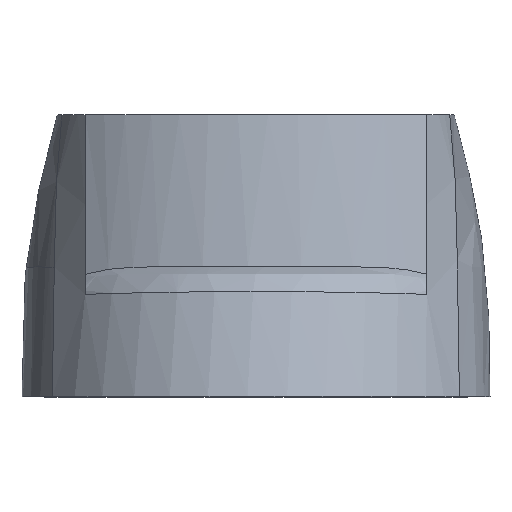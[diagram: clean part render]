
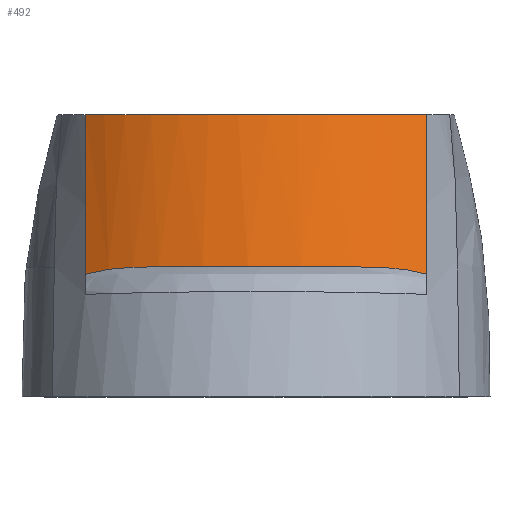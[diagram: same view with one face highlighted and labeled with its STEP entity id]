
A CAD part, top view. The second image highlights one B-rep face of the part: STEP entity #492.
In plain terms, the highlighted free-form (B-spline) face has degree [3, 1] with [10, 3] control points.
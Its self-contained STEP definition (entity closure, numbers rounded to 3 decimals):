
#84 = CARTESIAN_POINT ( 'NONE',  ( -5., 8.8, 2.042 ) ) ;
#93 = CARTESIAN_POINT ( 'NONE',  ( -2.845, 8.8, 3.097 ) ) ;
#130 = B_SPLINE_CURVE_WITH_KNOTS ( 'NONE', 3,
 ( #1074, #1035, #398, #1586, #562, #1758, #732, #1932 ),
 .UNSPECIFIED., .F., .F.,
 ( 4, 2, 2, 4 ),
 ( 0., 0.001, 0.001, 0.002 ),
 .UNSPECIFIED. ) ;
#167 = CARTESIAN_POINT ( 'NONE',  ( 0.921, 13.25, 2.882 ) ) ;
#235 = CARTESIAN_POINT ( 'NONE',  ( -2.845, 8.8, 3.097 ) ) ;
#332 = CARTESIAN_POINT ( 'NONE',  ( -1.841, 13.25, 2.729 ) ) ;
#341 = ORIENTED_EDGE ( 'NONE', *, *, #583, .F. ) ;
#390 = FACE_OUTER_BOUND ( 'NONE', #944, .T. ) ;
#392 = ORIENTED_EDGE ( 'NONE', *, *, #942, .T. ) ;
#398 = CARTESIAN_POINT ( 'NONE',  ( -4.663, 8.672, 2.281 ) ) ;
#409 = B_SPLINE_CURVE_WITH_KNOTS ( 'NONE', 3,
 ( #1611, #1622, #1798, #1666, #1675, #1683, #1689, #1697 ),
 .UNSPECIFIED., .F., .F.,
 ( 4, 2, 2, 4 ),
 ( 0., 0.001, 0.002, 0.002 ),
 .UNSPECIFIED. ) ;
#468 = VERTEX_POINT ( 'NONE', #890 ) ;
#492 = ADVANCED_FACE ( 'NONE', ( #390 ), #1755, .F. ) ;
#498 = CARTESIAN_POINT ( 'NONE',  ( -4.325, 13.25, 1.75 ) ) ;
#536 = CARTESIAN_POINT ( 'NONE',  ( 5., 8.8, 2.042 ) ) ;
#562 = CARTESIAN_POINT ( 'NONE',  ( -4.14, 8.748, 2.561 ) ) ;
#583 = EDGE_CURVE ( 'NONE', #2067, #2156, #1737, .T. ) ;
#607 = CARTESIAN_POINT ( 'NONE',  ( -5., 8.584, 2.08 ) ) ;
#652 = DIRECTION ( 'NONE',  ( 0., 0.985, -0.173 ) ) ;
#659 = EDGE_CURVE ( 'NONE', #721, #468, #1194, .T. ) ;
#668 = CARTESIAN_POINT ( 'NONE',  ( -1.915, 8.8, 3.366 ) ) ;
#699 = CARTESIAN_POINT ( 'NONE',  ( 0.936, 19.05, 2. ) ) ;
#721 = VERTEX_POINT ( 'NONE', #607 ) ;
#732 = CARTESIAN_POINT ( 'NONE',  ( -3.227, 8.8, 2.97 ) ) ;
#759 = CARTESIAN_POINT ( 'NONE',  ( 5., 13.25, 1.262 ) ) ;
#781 = CARTESIAN_POINT ( 'NONE',  ( -2.386, 8.8, 3.25 ) ) ;
#799 = CARTESIAN_POINT ( 'NONE',  ( 0.91, 8.8, 3.559 ) ) ;
#813 = CARTESIAN_POINT ( 'NONE',  ( 4.325, 13.25, 1.75 ) ) ;
#845 = CARTESIAN_POINT ( 'NONE',  ( 2.845, 8.8, 3.097 ) ) ;
#886 = CARTESIAN_POINT ( 'NONE',  ( 2.845, 8.8, 3.097 ) ) ;
#890 = CARTESIAN_POINT ( 'NONE',  ( -5., 13.25, 1.262 ) ) ;
#942 = EDGE_CURVE ( 'NONE', #2067, #2170, #409, .T. ) ;
#944 = EDGE_LOOP ( 'NONE', ( #1065, #1513, #1568, #1958, #341, #392 ) ) ;
#962 = CARTESIAN_POINT ( 'NONE',  ( 2.616, 8.8, 3.174 ) ) ;
#1014 = CARTESIAN_POINT ( 'NONE',  ( 1.677, 8.8, 3.405 ) ) ;
#1035 = CARTESIAN_POINT ( 'NONE',  ( -4.833, 8.635, 2.182 ) ) ;
#1065 = ORIENTED_EDGE ( 'NONE', *, *, #1989, .T. ) ;
#1074 = CARTESIAN_POINT ( 'NONE',  ( -5., 8.584, 2.08 ) ) ;
#1161 = B_SPLINE_CURVE_WITH_KNOTS ( 'NONE', 3,
 ( #2009, #813, #2190, #1180, #167, #1352, #332, #1516, #498, #1690 ),
 .UNSPECIFIED., .F., .F.,
 ( 4, 2, 2, 2, 4 ),
 ( 0., 0.003, 0.005, 0.008, 0.011 ),
 .UNSPECIFIED. ) ;
#1166 = CARTESIAN_POINT ( 'NONE',  ( 2.382, 8.8, 3.241 ) ) ;
#1180 = CARTESIAN_POINT ( 'NONE',  ( 1.841, 13.25, 2.729 ) ) ;
#1194 = LINE ( 'NONE', #84, #1249 ) ;
#1203 = CARTESIAN_POINT ( 'NONE',  ( 0.486, 8.8, 3.559 ) ) ;
#1249 = VECTOR ( 'NONE', #652, 1000. ) ;
#1278 = VERTEX_POINT ( 'NONE', #759 ) ;
#1326 = CARTESIAN_POINT ( 'NONE',  ( 5., 8.525, 2.09 ) ) ;
#1347 = CARTESIAN_POINT ( 'NONE',  ( 5., 8.8, 2.042 ) ) ;
#1352 = CARTESIAN_POINT ( 'NONE',  ( -0.921, 13.25, 2.882 ) ) ;
#1355 = CARTESIAN_POINT ( 'NONE',  ( 5., 19.05, 0.245 ) ) ;
#1370 = CARTESIAN_POINT ( 'NONE',  ( 4.306, 8.525, 2.552 ) ) ;
#1385 = CARTESIAN_POINT ( 'NONE',  ( 4.307, 8.8, 2.505 ) ) ;
#1389 = DIRECTION ( 'NONE',  ( 0., 0.985, -0.173 ) ) ;
#1391 = CARTESIAN_POINT ( 'NONE',  ( 4.349, 19.05, 0.766 ) ) ;
#1399 = CARTESIAN_POINT ( 'NONE',  ( 3.517, 8.525, 2.935 ) ) ;
#1405 = CARTESIAN_POINT ( 'NONE',  ( 3.518, 8.8, 2.89 ) ) ;
#1477 = CARTESIAN_POINT ( 'NONE',  ( 3.578, 19.05, 1.213 ) ) ;
#1485 = CARTESIAN_POINT ( 'NONE',  ( 1.913, 8.8, 3.357 ) ) ;
#1492 = CARTESIAN_POINT ( 'NONE',  ( 1.818, 8.525, 3.46 ) ) ;
#1502 = CARTESIAN_POINT ( 'NONE',  ( 0.966, 8.8, 3.52 ) ) ;
#1513 = ORIENTED_EDGE ( 'NONE', *, *, #1801, .T. ) ;
#1516 = CARTESIAN_POINT ( 'NONE',  ( -3.544, 13.25, 2.162 ) ) ;
#1518 = CARTESIAN_POINT ( 'NONE',  ( 1.819, 8.8, 3.418 ) ) ;
#1536 = CARTESIAN_POINT ( 'NONE',  ( 1.87, 19.05, 1.831 ) ) ;
#1550 = CARTESIAN_POINT ( 'NONE',  ( 0.909, 8.525, 3.601 ) ) ;
#1558 = CARTESIAN_POINT ( 'NONE',  ( -1.818, 8.525, 3.46 ) ) ;
#1566 = CARTESIAN_POINT ( 'NONE',  ( -1.819, 8.8, 3.418 ) ) ;
#1568 = ORIENTED_EDGE ( 'NONE', *, *, #659, .F. ) ;
#1571 = CARTESIAN_POINT ( 'NONE',  ( -1.87, 19.05, 1.831 ) ) ;
#1586 = CARTESIAN_POINT ( 'NONE',  ( -4.316, 8.728, 2.47 ) ) ;
#1611 = CARTESIAN_POINT ( 'NONE',  ( 2.845, 8.8, 3.097 ) ) ;
#1622 = CARTESIAN_POINT ( 'NONE',  ( 3.227, 8.8, 2.97 ) ) ;
#1651 = LINE ( 'NONE', #536, #2052 ) ;
#1653 = CARTESIAN_POINT ( 'NONE',  ( -3.517, 8.525, 2.935 ) ) ;
#1660 = CARTESIAN_POINT ( 'NONE',  ( -3.518, 8.8, 2.89 ) ) ;
#1666 = CARTESIAN_POINT ( 'NONE',  ( 4.136, 8.749, 2.563 ) ) ;
#1675 = CARTESIAN_POINT ( 'NONE',  ( 4.313, 8.729, 2.472 ) ) ;
#1678 = CARTESIAN_POINT ( 'NONE',  ( -3.578, 19.05, 1.213 ) ) ;
#1683 = CARTESIAN_POINT ( 'NONE',  ( 4.662, 8.672, 2.282 ) ) ;
#1686 = CARTESIAN_POINT ( 'NONE',  ( -4.306, 8.525, 2.552 ) ) ;
#1689 = CARTESIAN_POINT ( 'NONE',  ( 4.834, 8.635, 2.182 ) ) ;
#1690 = CARTESIAN_POINT ( 'NONE',  ( -5., 13.25, 1.262 ) ) ;
#1697 = CARTESIAN_POINT ( 'NONE',  ( 5., 8.584, 2.08 ) ) ;
#1708 = CARTESIAN_POINT ( 'NONE',  ( -4.307, 8.8, 2.505 ) ) ;
#1732 = CARTESIAN_POINT ( 'NONE',  ( -0.966, 8.8, 3.52 ) ) ;
#1737 = B_SPLINE_CURVE_WITH_KNOTS ( 'NONE', 3,
 ( #845, #962, #1166, #1485, #1014, #1502, #1203, #1824, #1732, #668, #781, #93 ),
 .UNSPECIFIED., .F., .F.,
 ( 4, 2, 2, 2, 2, 4 ),
 ( 0.227, 0.295, 0.364, 0.5, 0.636, 0.773 ),
 .UNSPECIFIED. ) ;
#1743 = CARTESIAN_POINT ( 'NONE',  ( -4.349, 19.05, 0.766 ) ) ;
#1755 = B_SPLINE_SURFACE_WITH_KNOTS ( 'NONE', 3, 1, ( 
 ( #1326, #1347, #1355 ),
 ( #1370, #1385, #1391 ),
 ( #1399, #1405, #1477 ),
 ( #1492, #1518, #1536 ),
 ( #1550, #799, #699 ),
 ( #2193, #2172, #2039 ),
 ( #1558, #1566, #1571 ),
 ( #1653, #1660, #1678 ),
 ( #1686, #1708, #1743 ),
 ( #1833, #1842, #1850 ) ),
 .UNSPECIFIED., .F., .F., .F.,
 ( 4, 2, 2, 2, 4 ),
 ( 2, 1, 2 ),
 ( 0., 0.25, 0.5, 0.75, 1. ),
 ( -0.027, 0., 1. ),
 .UNSPECIFIED. ) ;
#1758 = CARTESIAN_POINT ( 'NONE',  ( -3.6, 8.792, 2.818 ) ) ;
#1768 = CARTESIAN_POINT ( 'NONE',  ( 5., 8.584, 2.08 ) ) ;
#1798 = CARTESIAN_POINT ( 'NONE',  ( 3.597, 8.792, 2.819 ) ) ;
#1801 = EDGE_CURVE ( 'NONE', #1278, #468, #1161, .T. ) ;
#1824 = CARTESIAN_POINT ( 'NONE',  ( -0.486, 8.8, 3.559 ) ) ;
#1833 = CARTESIAN_POINT ( 'NONE',  ( -5., 8.525, 2.09 ) ) ;
#1842 = CARTESIAN_POINT ( 'NONE',  ( -5., 8.8, 2.042 ) ) ;
#1850 = CARTESIAN_POINT ( 'NONE',  ( -5., 19.05, 0.245 ) ) ;
#1932 = CARTESIAN_POINT ( 'NONE',  ( -2.845, 8.8, 3.097 ) ) ;
#1958 = ORIENTED_EDGE ( 'NONE', *, *, #2105, .T. ) ;
#1989 = EDGE_CURVE ( 'NONE', #2170, #1278, #1651, .T. ) ;
#2009 = CARTESIAN_POINT ( 'NONE',  ( 5., 13.25, 1.262 ) ) ;
#2039 = CARTESIAN_POINT ( 'NONE',  ( -0.936, 19.05, 2. ) ) ;
#2052 = VECTOR ( 'NONE', #1389, 1000. ) ;
#2067 = VERTEX_POINT ( 'NONE', #886 ) ;
#2105 = EDGE_CURVE ( 'NONE', #721, #2156, #130, .T. ) ;
#2156 = VERTEX_POINT ( 'NONE', #235 ) ;
#2170 = VERTEX_POINT ( 'NONE', #1768 ) ;
#2172 = CARTESIAN_POINT ( 'NONE',  ( -0.91, 8.8, 3.559 ) ) ;
#2190 = CARTESIAN_POINT ( 'NONE',  ( 3.544, 13.25, 2.162 ) ) ;
#2193 = CARTESIAN_POINT ( 'NONE',  ( -0.909, 8.525, 3.601 ) ) ;
